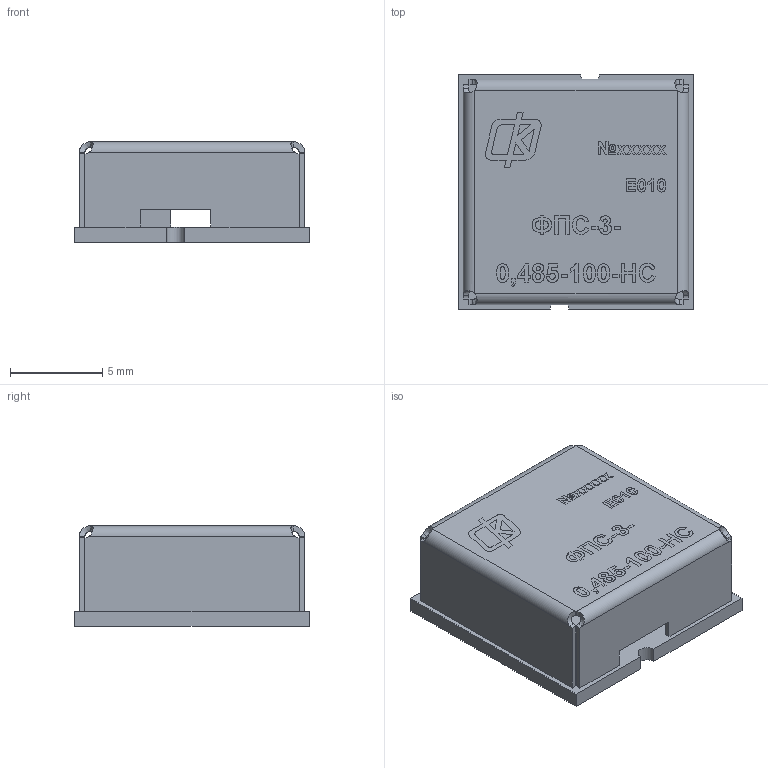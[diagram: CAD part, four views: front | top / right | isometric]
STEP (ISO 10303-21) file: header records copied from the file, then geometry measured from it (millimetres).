
FILE_DESCRIPTION(('STEP AP203'), '1');
FILE_NAME('ﾍﾘﾁﾀ.468824.051_ﾔﾏﾑ-3-0,485-100-ﾍﾑ', '', ('UNSPECIFIED'), ('UNSPECIFIED'), 'ASCON STEP Converter 1.6', 'ASCON Math Kernel', '');
FILE_SCHEMA(('CONFIG_CONTROL_DESIGN'));
Length unit declared in the file: millimetre
Products named in the file (1): НШБА.468824.051_ФПС-3-0,485-100-НС
Bounding box: 12.7 x 12.7 x 5.43 mm (x, y, z)
Volume: 229.6 mm3; surface area: 1027.9 mm2
Topology: 1 solids, 1 shells, 474 faces, 1258 edges, 828 vertices
Faces by surface type: plane 292, bspline 153, cylinder 29
Entity records: 33859 total; most frequent: CARTESIAN_POINT 19524, ORIENTED_EDGE 2516, DIRECTION 1504, EDGE_CURVE 1258, VERTEX_POINT 828, LINE 776, VECTOR 776, FACE_BOUND 526
